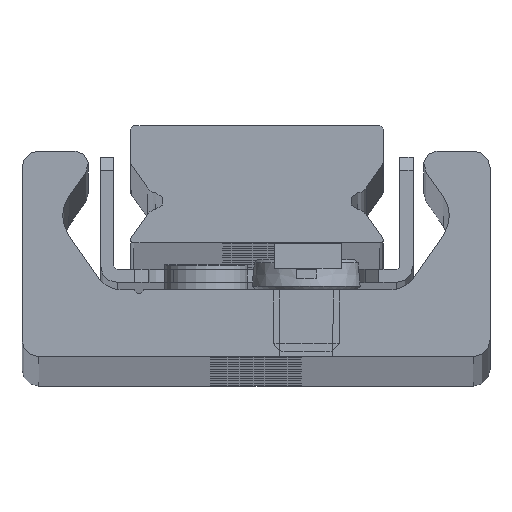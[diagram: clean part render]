
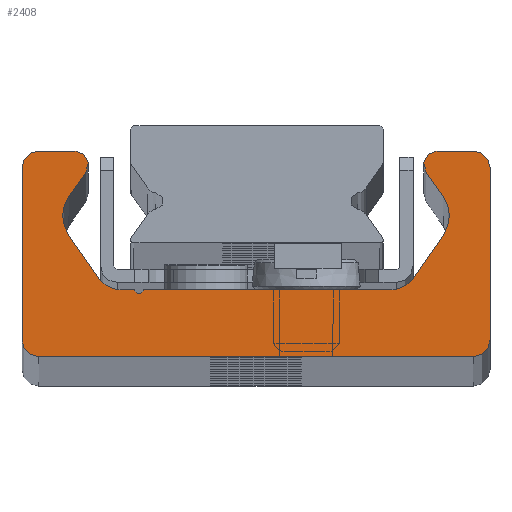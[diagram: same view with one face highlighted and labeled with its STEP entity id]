
A CAD part, top view. The second image highlights one B-rep face of the part: STEP entity #2408.
In plain terms, the highlighted planar face has unit normal (0, 0, 1).
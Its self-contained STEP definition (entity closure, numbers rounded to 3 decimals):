
#1478=CARTESIAN_POINT('',(7.0,0.0,1010.0));
#1479=VERTEX_POINT('',#1478);
#1480=CARTESIAN_POINT('',(6.,1.0,1010.0));
#1481=VERTEX_POINT('',#1480);
#1482=CARTESIAN_POINT('',(7.0,1.0,1010.0));
#1483=DIRECTION('',(0.0,0.0,-1.0));
#1484=DIRECTION('',(-1.0,0.0,0.0));
#1485=AXIS2_PLACEMENT_3D('',#1482,#1483,#1484);
#1486=CIRCLE('',#1485,1.0);
#1487=EDGE_CURVE('',#1479,#1481,#1486,.T.);
#1520=CARTESIAN_POINT('',(6.,11.3,1010.0));
#1521=VERTEX_POINT('',#1520);
#1522=CARTESIAN_POINT('',(6.,1.0,1010.0));
#1523=DIRECTION('',(0.0,1.0,0.0));
#1524=VECTOR('',#1523,10.3);
#1525=LINE('',#1522,#1524);
#1526=EDGE_CURVE('',#1481,#1521,#1525,.T.);
#1551=CARTESIAN_POINT('',(7.0,12.3,1010.0));
#1552=VERTEX_POINT('',#1551);
#1553=CARTESIAN_POINT('',(7.0,11.3,1010.0));
#1554=DIRECTION('',(0.0,0.0,-1.0));
#1555=DIRECTION('',(0.0,1.0,0.0));
#1556=AXIS2_PLACEMENT_3D('',#1553,#1554,#1555);
#1557=CIRCLE('',#1556,1.);
#1558=EDGE_CURVE('',#1521,#1552,#1557,.T.);
#1584=CARTESIAN_POINT('',(9.17,12.3,1010.0));
#1585=VERTEX_POINT('',#1584);
#1586=CARTESIAN_POINT('',(7.0,12.3,1010.0));
#1587=DIRECTION('',(1.0,0.0,0.0));
#1588=VECTOR('',#1587,2.17);
#1589=LINE('',#1586,#1588);
#1590=EDGE_CURVE('',#1552,#1585,#1589,.T.);
#1615=CARTESIAN_POINT('',(9.826,11.041,1010.0));
#1616=VERTEX_POINT('',#1615);
#1617=CARTESIAN_POINT('',(9.17,11.5,1010.0));
#1618=DIRECTION('',(0.0,0.0,-1.0));
#1619=DIRECTION('',(0.819,-0.574,0.0));
#1620=AXIS2_PLACEMENT_3D('',#1617,#1618,#1619);
#1621=CIRCLE('',#1620,0.8);
#1622=EDGE_CURVE('',#1585,#1616,#1621,.T.);
#1648=CARTESIAN_POINT('',(8.794,9.567,1010.0));
#1649=VERTEX_POINT('',#1648);
#1650=CARTESIAN_POINT('',(9.826,11.041,1010.0));
#1651=DIRECTION('',(-0.574,-0.819,0.0));
#1652=VECTOR('',#1651,1.799);
#1653=LINE('',#1650,#1652);
#1654=EDGE_CURVE('',#1616,#1649,#1653,.T.);
#1679=CARTESIAN_POINT('',(8.794,7.273,1010.0));
#1680=VERTEX_POINT('',#1679);
#1681=CARTESIAN_POINT('',(10.432,8.42,1010.0));
#1682=DIRECTION('',(0.0,0.0,1.0));
#1683=DIRECTION('',(0.819,-0.574,0.0));
#1684=AXIS2_PLACEMENT_3D('',#1681,#1682,#1683);
#1685=CIRCLE('',#1684,2.0);
#1686=EDGE_CURVE('',#1649,#1680,#1685,.T.);
#1712=CARTESIAN_POINT('',(10.637,4.64,1010.0));
#1713=VERTEX_POINT('',#1712);
#1714=CARTESIAN_POINT('',(8.794,7.273,1010.0));
#1715=DIRECTION('',(0.574,-0.819,0.0));
#1716=VECTOR('',#1715,3.215);
#1717=LINE('',#1714,#1716);
#1718=EDGE_CURVE('',#1680,#1713,#1717,.T.);
#1743=CARTESIAN_POINT('',(11.866,4.0,1010.0));
#1744=VERTEX_POINT('',#1743);
#1745=CARTESIAN_POINT('',(11.866,5.5,1010.0));
#1746=DIRECTION('',(0.0,0.0,1.0));
#1747=DIRECTION('',(0.819,0.574,0.0));
#1748=AXIS2_PLACEMENT_3D('',#1745,#1746,#1747);
#1749=CIRCLE('',#1748,1.5);
#1750=EDGE_CURVE('',#1713,#1744,#1749,.T.);
#1776=CARTESIAN_POINT('',(12.665,4.0,1010.0));
#1777=VERTEX_POINT('',#1776);
#1778=CARTESIAN_POINT('',(11.866,4.0,1010.0));
#1779=DIRECTION('',(1.0,0.0,0.0));
#1780=VECTOR('',#1779,0.798);
#1781=LINE('',#1778,#1780);
#1782=EDGE_CURVE('',#1744,#1777,#1781,.T.);
#1807=CARTESIAN_POINT('',(12.76,3.929,1010.0));
#1808=VERTEX_POINT('',#1807);
#1809=CARTESIAN_POINT('',(12.665,3.9,1010.0));
#1810=DIRECTION('',(0.0,0.0,-1.0));
#1811=DIRECTION('',(0.958,0.286,0.0));
#1812=AXIS2_PLACEMENT_3D('',#1809,#1810,#1811);
#1813=CIRCLE('',#1812,0.1);
#1814=EDGE_CURVE('',#1777,#1808,#1813,.T.);
#1840=CARTESIAN_POINT('',(13.24,3.929,1010.0));
#1841=VERTEX_POINT('',#1840);
#1842=CARTESIAN_POINT('',(13.,4.0,1010.0));
#1843=DIRECTION('',(0.0,0.0,1.));
#1844=DIRECTION('',(0.958,0.286,0.0));
#1845=AXIS2_PLACEMENT_3D('',#1842,#1843,#1844);
#1846=CIRCLE('',#1845,0.25);
#1847=EDGE_CURVE('',#1808,#1841,#1846,.T.);
#1873=CARTESIAN_POINT('',(13.335,4.0,1010.0));
#1874=VERTEX_POINT('',#1873);
#1875=CARTESIAN_POINT('',(13.335,3.9,1010.0));
#1876=DIRECTION('',(0.0,0.0,-1.0));
#1877=DIRECTION('',(0.0,1.0,0.0));
#1878=AXIS2_PLACEMENT_3D('',#1875,#1876,#1877);
#1879=CIRCLE('',#1878,0.1);
#1880=EDGE_CURVE('',#1841,#1874,#1879,.T.);
#1906=CARTESIAN_POINT('',(28.134,4.,1010.0));
#1907=VERTEX_POINT('',#1906);
#1908=CARTESIAN_POINT('',(13.335,4.0,1010.0));
#1909=DIRECTION('',(1.0,0.0,0.0));
#1910=VECTOR('',#1909,14.798);
#1911=LINE('',#1908,#1910);
#1912=EDGE_CURVE('',#1874,#1907,#1911,.T.);
#1988=CARTESIAN_POINT('',(29.363,4.64,1010.0));
#1989=VERTEX_POINT('',#1988);
#1990=CARTESIAN_POINT('',(28.134,5.5,1010.0));
#1991=DIRECTION('',(0.0,0.0,1.0));
#1992=DIRECTION('',(0.0,1.0,0.0));
#1993=AXIS2_PLACEMENT_3D('',#1990,#1991,#1992);
#1994=CIRCLE('',#1993,1.5);
#1995=EDGE_CURVE('',#1907,#1989,#1994,.T.);
#2021=CARTESIAN_POINT('',(31.206,7.273,1010.0));
#2022=VERTEX_POINT('',#2021);
#2023=CARTESIAN_POINT('',(29.363,4.64,1010.0));
#2024=DIRECTION('',(0.574,0.819,0.0));
#2025=VECTOR('',#2024,3.215);
#2026=LINE('',#2023,#2025);
#2027=EDGE_CURVE('',#1989,#2022,#2026,.T.);
#2052=CARTESIAN_POINT('',(31.206,9.567,1010.0));
#2053=VERTEX_POINT('',#2052);
#2054=CARTESIAN_POINT('',(29.568,8.42,1010.0));
#2055=DIRECTION('',(0.0,0.0,1.));
#2056=DIRECTION('',(-0.819,0.574,0.0));
#2057=AXIS2_PLACEMENT_3D('',#2054,#2055,#2056);
#2058=CIRCLE('',#2057,2.0);
#2059=EDGE_CURVE('',#2022,#2053,#2058,.T.);
#2085=CARTESIAN_POINT('',(30.174,11.041,1010.0));
#2086=VERTEX_POINT('',#2085);
#2087=CARTESIAN_POINT('',(31.206,9.567,1010.0));
#2088=DIRECTION('',(-0.574,0.819,0.0));
#2089=VECTOR('',#2088,1.799);
#2090=LINE('',#2087,#2089);
#2091=EDGE_CURVE('',#2053,#2086,#2090,.T.);
#2116=CARTESIAN_POINT('',(30.83,12.3,1010.0));
#2117=VERTEX_POINT('',#2116);
#2118=CARTESIAN_POINT('',(30.83,11.5,1010.0));
#2119=DIRECTION('',(0.0,0.0,-1.0));
#2120=DIRECTION('',(0.0,1.0,0.0));
#2121=AXIS2_PLACEMENT_3D('',#2118,#2119,#2120);
#2122=CIRCLE('',#2121,0.8);
#2123=EDGE_CURVE('',#2086,#2117,#2122,.T.);
#2149=CARTESIAN_POINT('',(33.0,12.3,1010.0));
#2150=VERTEX_POINT('',#2149);
#2151=CARTESIAN_POINT('',(30.83,12.3,1010.0));
#2152=DIRECTION('',(1.0,0.0,0.0));
#2153=VECTOR('',#2152,2.17);
#2154=LINE('',#2151,#2153);
#2155=EDGE_CURVE('',#2117,#2150,#2154,.T.);
#2180=CARTESIAN_POINT('',(34.0,11.3,1010.0));
#2181=VERTEX_POINT('',#2180);
#2182=CARTESIAN_POINT('',(33.0,11.3,1010.0));
#2183=DIRECTION('',(0.0,0.0,-1.0));
#2184=DIRECTION('',(1.0,0.0,0.0));
#2185=AXIS2_PLACEMENT_3D('',#2182,#2183,#2184);
#2186=CIRCLE('',#2185,1.);
#2187=EDGE_CURVE('',#2150,#2181,#2186,.T.);
#2213=CARTESIAN_POINT('',(34.0,1.0,1010.0));
#2214=VERTEX_POINT('',#2213);
#2215=CARTESIAN_POINT('',(34.0,11.3,1010.0));
#2216=DIRECTION('',(0.0,-1.0,0.0));
#2217=VECTOR('',#2216,10.3);
#2218=LINE('',#2215,#2217);
#2219=EDGE_CURVE('',#2181,#2214,#2218,.T.);
#2244=CARTESIAN_POINT('',(33.0,0.0,1010.0));
#2245=VERTEX_POINT('',#2244);
#2246=CARTESIAN_POINT('',(33.0,1.0,1010.0));
#2247=DIRECTION('',(0.0,0.0,-1.0));
#2248=DIRECTION('',(0.0,-1.0,0.0));
#2249=AXIS2_PLACEMENT_3D('',#2246,#2247,#2248);
#2250=CIRCLE('',#2249,1.0);
#2251=EDGE_CURVE('',#2214,#2245,#2250,.T.);
#2277=CARTESIAN_POINT('',(33.0,0.0,1010.0));
#2278=DIRECTION('',(-1.0,0.0,0.0));
#2279=VECTOR('',#2278,26.0);
#2280=LINE('',#2277,#2279);
#2281=EDGE_CURVE('',#2245,#1479,#2280,.T.);
#2377=CARTESIAN_POINT('',(19.983,4.783,1010.0));
#2378=DIRECTION('',(0.0,0.0,1.0));
#2379=DIRECTION('',(1.0,0.0,0.0));
#2380=AXIS2_PLACEMENT_3D('',#2377,#2378,#2379);
#2381=PLANE('',#2380);
#2382=ORIENTED_EDGE('',*,*,#1487,.F.);
#2383=ORIENTED_EDGE('',*,*,#2281,.F.);
#2384=ORIENTED_EDGE('',*,*,#2251,.F.);
#2385=ORIENTED_EDGE('',*,*,#2219,.F.);
#2386=ORIENTED_EDGE('',*,*,#2187,.F.);
#2387=ORIENTED_EDGE('',*,*,#2155,.F.);
#2388=ORIENTED_EDGE('',*,*,#2123,.F.);
#2389=ORIENTED_EDGE('',*,*,#2091,.F.);
#2390=ORIENTED_EDGE('',*,*,#2059,.F.);
#2391=ORIENTED_EDGE('',*,*,#2027,.F.);
#2392=ORIENTED_EDGE('',*,*,#1995,.F.);
#2393=ORIENTED_EDGE('',*,*,#1912,.F.);
#2394=ORIENTED_EDGE('',*,*,#1880,.F.);
#2395=ORIENTED_EDGE('',*,*,#1847,.F.);
#2396=ORIENTED_EDGE('',*,*,#1814,.F.);
#2397=ORIENTED_EDGE('',*,*,#1782,.F.);
#2398=ORIENTED_EDGE('',*,*,#1750,.F.);
#2399=ORIENTED_EDGE('',*,*,#1718,.F.);
#2400=ORIENTED_EDGE('',*,*,#1686,.F.);
#2401=ORIENTED_EDGE('',*,*,#1654,.F.);
#2402=ORIENTED_EDGE('',*,*,#1622,.F.);
#2403=ORIENTED_EDGE('',*,*,#1590,.F.);
#2404=ORIENTED_EDGE('',*,*,#1558,.F.);
#2405=ORIENTED_EDGE('',*,*,#1526,.F.);
#2406=EDGE_LOOP('',(#2382,#2383,#2384,#2385,#2386,#2387,#2388,#2389,#2390,#2391,#2392,#2393,#2394,#2395,#2396,#2397,#2398,#2399,#2400,#2401,#2402,#2403,#2404,#2405));
#2407=FACE_OUTER_BOUND('',#2406,.T.);
#2408=ADVANCED_FACE('',(#2407),#2381,.T.);
